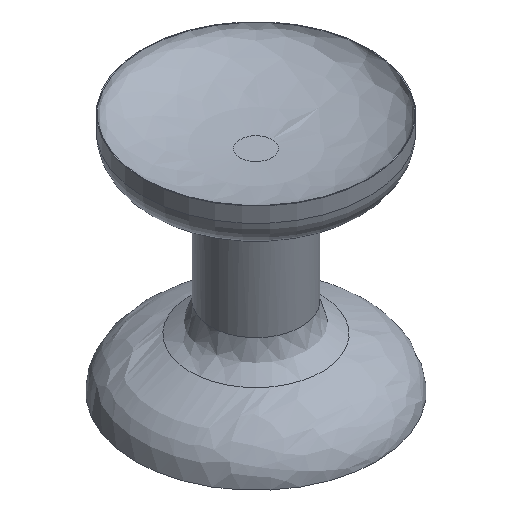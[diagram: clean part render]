
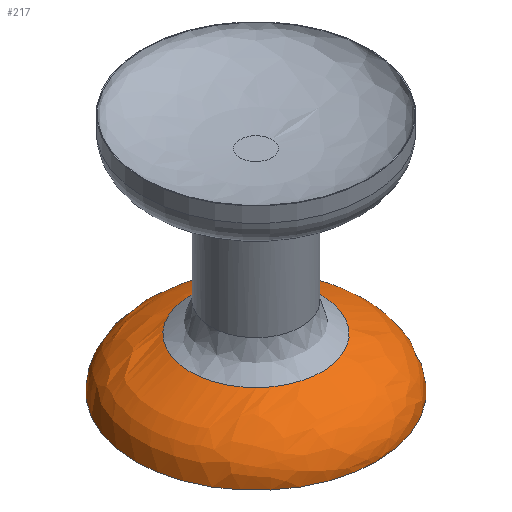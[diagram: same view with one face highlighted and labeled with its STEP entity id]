
A CAD part, isometric view. The second image highlights one B-rep face of the part: STEP entity #217.
In plain terms, the highlighted free-form (B-spline) face has degree [3, 3] with [4, 4] control points.
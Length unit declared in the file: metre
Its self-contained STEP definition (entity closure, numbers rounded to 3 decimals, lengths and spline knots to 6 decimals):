
#16=B_SPLINE_CURVE_WITH_KNOTS('',3,(#353,#354,#355,#356,#357,#358,#359,
#360,#361,#362,#363),.UNSPECIFIED.,.T.,.F.,(1,1,1,1,1,1,1,1,1,1,1,1,1,1,
1),(-0.010266,-0.006844,-0.003422,0.,0.003422,
0.006844,0.010266,0.013687,0.017109,
0.020531,0.023953,0.027375,0.030797,
0.034219,0.037641),.UNSPECIFIED.);
#19=(
BOUNDED_SURFACE()
B_SPLINE_SURFACE(3,3,((#337,#338,#339,#340),(#341,#342,#343,#344),(#345,
#346,#347,#348),(#349,#350,#351,#352)),.UNSPECIFIED.,.F.,.F.,.F.)
B_SPLINE_SURFACE_WITH_KNOTS((4,4),(4,4),(0.,1.),(0.5,0.999999),
 .PIECEWISE_BEZIER_KNOTS.)
GEOMETRIC_REPRESENTATION_ITEM()
RATIONAL_B_SPLINE_SURFACE(((1.,0.333,0.333,1.),
(0.333,0.111,0.111,0.333),
(0.333,0.111,0.111,0.333),
(1.,0.333,0.333,1.)))
REPRESENTATION_ITEM('')
SURFACE()
);
#21=CIRCLE('',#246,0.008);
#22=CIRCLE('',#247,0.008);
#34=ORIENTED_EDGE('',*,*,#86,.T.);
#35=ORIENTED_EDGE('',*,*,#87,.F.);
#36=ORIENTED_EDGE('',*,*,#82,.T.);
#82=EDGE_CURVE('',#109,#108,#21,.T.);
#86=EDGE_CURVE('',#112,#112,#16,.T.);
#87=EDGE_CURVE('',#109,#108,#22,.T.);
#108=VERTEX_POINT('',#329);
#109=VERTEX_POINT('',#331);
#112=VERTEX_POINT('',#364);
#159=EDGE_LOOP('',(#34));
#160=EDGE_LOOP('',(#35,#36));
#183=FACE_BOUND('',#159,.T.);
#184=FACE_BOUND('',#160,.T.);
#217=ADVANCED_FACE('',(#183,#184),#19,.T.);
#246=AXIS2_PLACEMENT_3D('',#330,#271,#272);
#247=AXIS2_PLACEMENT_3D('',#365,#276,#277);
#271=DIRECTION('',(0.,0.,1.));
#272=DIRECTION('',(0.,-1.,0.));
#276=DIRECTION('',(0.,0.,-1.));
#277=DIRECTION('',(0.,-1.,0.));
#329=CARTESIAN_POINT('',(0.,0.008,0.));
#330=CARTESIAN_POINT('',(0.,0.,0.));
#331=CARTESIAN_POINT('',(0.,-0.008,0.));
#337=CARTESIAN_POINT('',(0.,0.008,0.));
#338=CARTESIAN_POINT('',(0.,0.008,0.));
#339=CARTESIAN_POINT('',(0.,0.008,0.));
#340=CARTESIAN_POINT('',(0.,0.008,0.));
#341=CARTESIAN_POINT('',(-0.016,0.008,0.));
#342=CARTESIAN_POINT('',(-0.016,0.008,0.016));
#343=CARTESIAN_POINT('',(0.016,0.008,0.016));
#344=CARTESIAN_POINT('',(0.016,0.008,0.));
#345=CARTESIAN_POINT('',(-0.016,-0.008,0.));
#346=CARTESIAN_POINT('',(-0.016,-0.008,0.016));
#347=CARTESIAN_POINT('',(0.016,-0.008,0.016));
#348=CARTESIAN_POINT('',(0.016,-0.008,0.));
#349=CARTESIAN_POINT('',(0.,-0.008,0.));
#350=CARTESIAN_POINT('',(0.,-0.008,0.));
#351=CARTESIAN_POINT('',(0.,-0.008,0.));
#352=CARTESIAN_POINT('',(0.,-0.008,0.));
#353=CARTESIAN_POINT('',(-0.00343,-0.003432,0.003348));
#354=CARTESIAN_POINT('',(-0.004853,0.,0.003348));
#355=CARTESIAN_POINT('',(-0.00343,0.003432,0.003348));
#356=CARTESIAN_POINT('',(-0.000003,0.004851,0.003348));
#357=CARTESIAN_POINT('',(0.003429,0.003434,0.003348));
#358=CARTESIAN_POINT('',(0.004853,0.,0.003348));
#359=CARTESIAN_POINT('',(0.003429,-0.003434,0.003348));
#360=CARTESIAN_POINT('',(-0.000003,-0.004851,0.003348));
#361=CARTESIAN_POINT('',(-0.00343,-0.003432,0.003348));
#362=CARTESIAN_POINT('',(-0.004853,0.,0.003348));
#363=CARTESIAN_POINT('',(-0.00343,0.003432,0.003348));
#364=CARTESIAN_POINT('',(-0.004378,0.,0.003348));
#365=CARTESIAN_POINT('',(0.,0.,0.));
